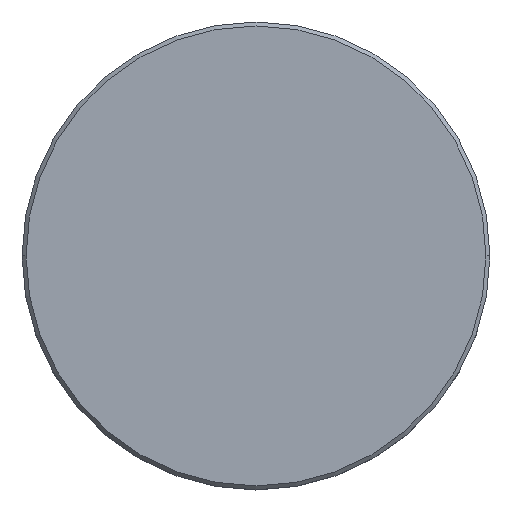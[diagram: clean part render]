
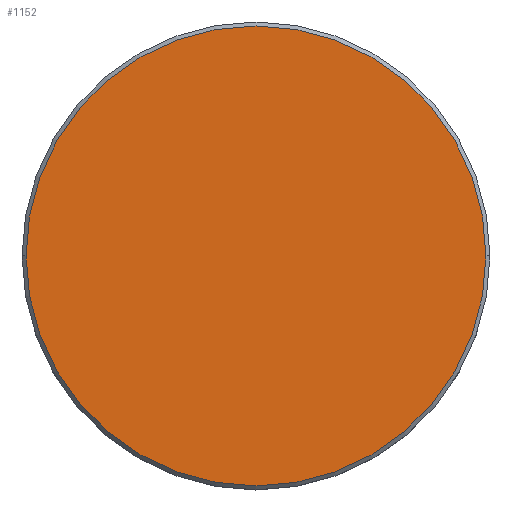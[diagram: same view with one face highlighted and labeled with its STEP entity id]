
A CAD part, top view. The second image highlights one B-rep face of the part: STEP entity #1152.
In plain terms, the highlighted planar face has unit normal (0, 0, 1).
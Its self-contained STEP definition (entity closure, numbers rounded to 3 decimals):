
#13 = VERTEX_POINT ( 'NONE', #880 ) ;
#98 = EDGE_LOOP ( 'NONE', ( #479, #412 ) ) ;
#105 = VERTEX_POINT ( 'NONE', #850 ) ;
#216 = EDGE_CURVE ( 'NONE', #105, #13, #261, .T. ) ;
#223 = AXIS2_PLACEMENT_3D ( 'NONE', #359, #616, #710 ) ;
#258 = CARTESIAN_POINT ( 'NONE',  ( 0., 0., 0. ) ) ;
#261 = CIRCLE ( 'NONE', #223, 29. ) ;
#267 = PLANE ( 'NONE',  #1133 ) ;
#281 = AXIS2_PLACEMENT_3D ( 'NONE', #258, #810, #713 ) ;
#347 = CARTESIAN_POINT ( 'NONE',  ( 0., 0., 0. ) ) ;
#359 = CARTESIAN_POINT ( 'NONE',  ( 0., 0., 0. ) ) ;
#412 = ORIENTED_EDGE ( 'NONE', *, *, #726, .T. ) ;
#443 = DIRECTION ( 'NONE',  ( 0., 0., 1. ) ) ;
#479 = ORIENTED_EDGE ( 'NONE', *, *, #216, .T. ) ;
#616 = DIRECTION ( 'NONE',  ( 0., 0., 1. ) ) ;
#710 = DIRECTION ( 'NONE',  ( 1., 0., 0. ) ) ;
#713 = DIRECTION ( 'NONE',  ( 1., 0., 0. ) ) ;
#726 = EDGE_CURVE ( 'NONE', #13, #105, #1149, .T. ) ;
#810 = DIRECTION ( 'NONE',  ( 0., 0., 1. ) ) ;
#850 = CARTESIAN_POINT ( 'NONE',  ( -29., 0., 0. ) ) ;
#880 = CARTESIAN_POINT ( 'NONE',  ( 29., 0., 0. ) ) ;
#906 = DIRECTION ( 'NONE',  ( 1., 0., 0. ) ) ;
#1133 = AXIS2_PLACEMENT_3D ( 'NONE', #347, #443, #906 ) ;
#1149 = CIRCLE ( 'NONE', #281, 29. ) ;
#1152 = ADVANCED_FACE ( 'NONE', ( #1182 ), #267, .T. ) ;
#1182 = FACE_OUTER_BOUND ( 'NONE', #98, .T. ) ;
